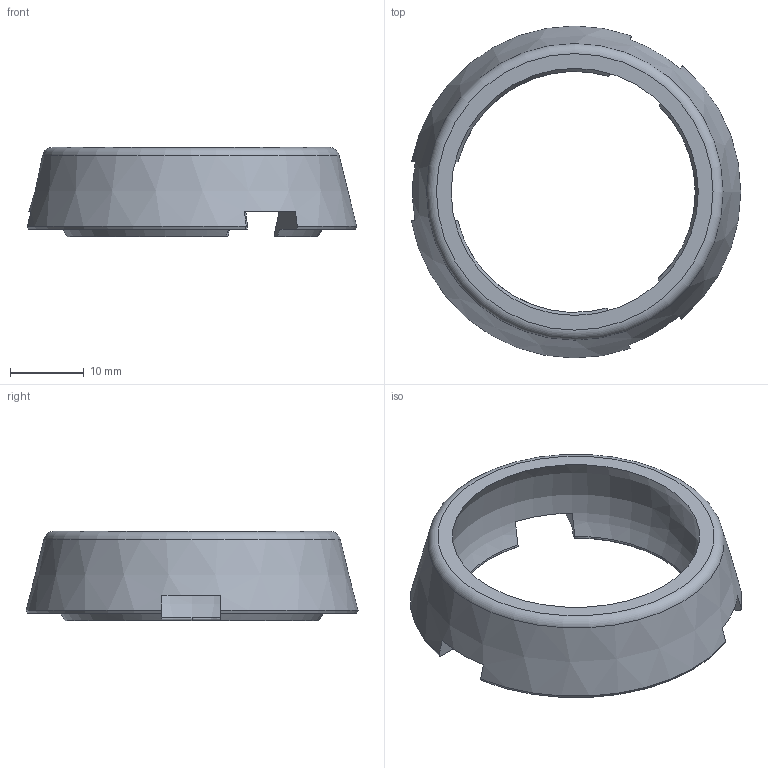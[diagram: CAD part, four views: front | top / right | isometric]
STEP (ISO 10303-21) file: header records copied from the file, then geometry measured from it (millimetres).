
FILE_DESCRIPTION(('FreeCAD Model'),'2;1');
FILE_NAME('Open CASCADE Shape Model','2025-05-28T09:43:10',(''),(''), 'Open CASCADE STEP processor 7.8','FreeCAD','Unknown');
FILE_SCHEMA(('AUTOMOTIVE_DESIGN { 1 0 10303 214 1 1 1 1 }'));
Length unit declared in the file: millimetre
Products named in the file (1): Cap
Bounding box: 44.8 x 45.14 x 12.12 mm (x, y, z)
Volume: 4685.6 mm3; surface area: 3904.8 mm2
Topology: 1 solids, 1 shells, 31 faces, 87 edges, 57 vertices
Faces by surface type: plane 16, cone 9, torus 5, revolution 1
Entity records: 1263 total; most frequent: CARTESIAN_POINT 412, DIRECTION 188, ORIENTED_EDGE 174, EDGE_CURVE 87, AXIS2_PLACEMENT_3D 83, VERTEX_POINT 57, CIRCLE 34, FACE_BOUND 32
